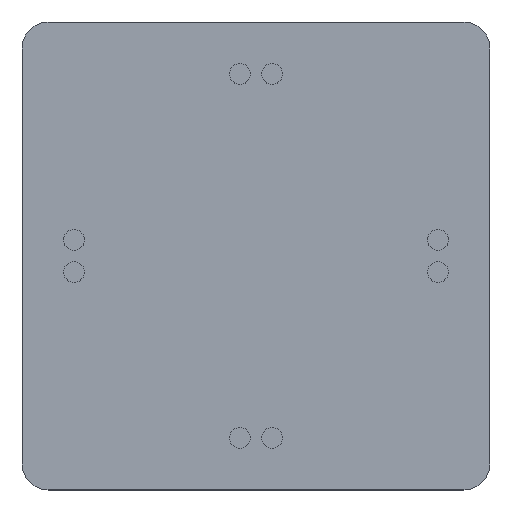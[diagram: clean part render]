
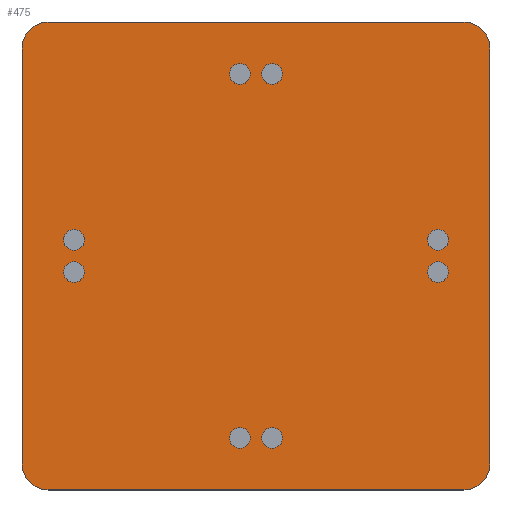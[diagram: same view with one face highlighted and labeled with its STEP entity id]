
A CAD part, top view. The second image highlights one B-rep face of the part: STEP entity #475.
In plain terms, the highlighted planar face has unit normal (0, 0, 1).
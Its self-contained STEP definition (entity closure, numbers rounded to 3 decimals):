
#19=FACE_BOUND('',#94,.T.);
#20=FACE_BOUND('',#95,.T.);
#21=FACE_BOUND('',#96,.T.);
#22=FACE_BOUND('',#97,.T.);
#23=FACE_BOUND('',#98,.T.);
#24=FACE_BOUND('',#99,.T.);
#25=FACE_BOUND('',#100,.T.);
#26=FACE_BOUND('',#101,.T.);
#30=PLANE('',#560);
#59=FACE_OUTER_BOUND('',#93,.T.);
#93=EDGE_LOOP('',(#377,#378,#379,#380,#381,#382,#383,#384));
#94=EDGE_LOOP('',(#385));
#95=EDGE_LOOP('',(#386));
#96=EDGE_LOOP('',(#387));
#97=EDGE_LOOP('',(#388));
#98=EDGE_LOOP('',(#389));
#99=EDGE_LOOP('',(#390));
#100=EDGE_LOOP('',(#391));
#101=EDGE_LOOP('',(#392));
#132=LINE('',#855,#160);
#135=LINE('',#863,#163);
#137=LINE('',#871,#165);
#138=LINE('',#874,#166);
#160=VECTOR('',#659,10.);
#163=VECTOR('',#668,10.);
#165=VECTOR('',#678,10.);
#166=VECTOR('',#681,10.);
#193=CIRCLE('',#552,5.);
#194=CIRCLE('',#555,5.);
#195=CIRCLE('',#559,5.);
#196=CIRCLE('',#561,5.);
#197=CIRCLE('',#562,2.);
#198=CIRCLE('',#563,2.);
#199=CIRCLE('',#564,2.);
#200=CIRCLE('',#565,2.);
#201=CIRCLE('',#566,2.);
#202=CIRCLE('',#567,2.);
#203=CIRCLE('',#568,2.);
#204=CIRCLE('',#569,2.);
#229=VERTEX_POINT('',#847);
#230=VERTEX_POINT('',#849);
#231=VERTEX_POINT('',#853);
#232=VERTEX_POINT('',#857);
#233=VERTEX_POINT('',#861);
#234=VERTEX_POINT('',#866);
#235=VERTEX_POINT('',#870);
#236=VERTEX_POINT('',#872);
#237=VERTEX_POINT('',#875);
#238=VERTEX_POINT('',#877);
#239=VERTEX_POINT('',#879);
#240=VERTEX_POINT('',#881);
#241=VERTEX_POINT('',#883);
#242=VERTEX_POINT('',#885);
#243=VERTEX_POINT('',#887);
#244=VERTEX_POINT('',#889);
#278=EDGE_CURVE('',#229,#230,#193,.T.);
#281=EDGE_CURVE('',#231,#229,#132,.T.);
#283=EDGE_CURVE('',#232,#231,#194,.T.);
#285=EDGE_CURVE('',#233,#232,#135,.T.);
#287=EDGE_CURVE('',#234,#233,#195,.T.);
#288=EDGE_CURVE('',#235,#234,#137,.T.);
#289=EDGE_CURVE('',#236,#235,#196,.T.);
#290=EDGE_CURVE('',#230,#236,#138,.T.);
#291=EDGE_CURVE('',#237,#237,#197,.T.);
#292=EDGE_CURVE('',#238,#238,#198,.T.);
#293=EDGE_CURVE('',#239,#239,#199,.T.);
#294=EDGE_CURVE('',#240,#240,#200,.T.);
#295=EDGE_CURVE('',#241,#241,#201,.T.);
#296=EDGE_CURVE('',#242,#242,#202,.T.);
#297=EDGE_CURVE('',#243,#243,#203,.T.);
#298=EDGE_CURVE('',#244,#244,#204,.T.);
#377=ORIENTED_EDGE('',*,*,#287,.F.);
#378=ORIENTED_EDGE('',*,*,#288,.F.);
#379=ORIENTED_EDGE('',*,*,#289,.F.);
#380=ORIENTED_EDGE('',*,*,#290,.F.);
#381=ORIENTED_EDGE('',*,*,#278,.F.);
#382=ORIENTED_EDGE('',*,*,#281,.F.);
#383=ORIENTED_EDGE('',*,*,#283,.F.);
#384=ORIENTED_EDGE('',*,*,#285,.F.);
#385=ORIENTED_EDGE('',*,*,#291,.F.);
#386=ORIENTED_EDGE('',*,*,#292,.F.);
#387=ORIENTED_EDGE('',*,*,#293,.F.);
#388=ORIENTED_EDGE('',*,*,#294,.F.);
#389=ORIENTED_EDGE('',*,*,#295,.F.);
#390=ORIENTED_EDGE('',*,*,#296,.F.);
#391=ORIENTED_EDGE('',*,*,#297,.F.);
#392=ORIENTED_EDGE('',*,*,#298,.F.);
#475=ADVANCED_FACE('',(#59,#19,#20,#21,#22,#23,#24,#25,#26),#30,.T.);
#552=AXIS2_PLACEMENT_3D('',#850,#653,#654);
#555=AXIS2_PLACEMENT_3D('',#859,#663,#664);
#559=AXIS2_PLACEMENT_3D('',#868,#674,#675);
#560=AXIS2_PLACEMENT_3D('',#869,#676,#677);
#561=AXIS2_PLACEMENT_3D('',#873,#679,#680);
#562=AXIS2_PLACEMENT_3D('',#876,#682,#683);
#563=AXIS2_PLACEMENT_3D('',#878,#684,#685);
#564=AXIS2_PLACEMENT_3D('',#880,#686,#687);
#565=AXIS2_PLACEMENT_3D('',#882,#688,#689);
#566=AXIS2_PLACEMENT_3D('',#884,#690,#691);
#567=AXIS2_PLACEMENT_3D('',#886,#692,#693);
#568=AXIS2_PLACEMENT_3D('',#888,#694,#695);
#569=AXIS2_PLACEMENT_3D('',#890,#696,#697);
#653=DIRECTION('center_axis',(0.,0.,-1.));
#654=DIRECTION('ref_axis',(-0.707,0.707,0.));
#659=DIRECTION('',(0.,1.,0.));
#663=DIRECTION('center_axis',(0.,0.,-1.));
#664=DIRECTION('ref_axis',(-0.707,-0.707,0.));
#668=DIRECTION('',(-1.,0.,0.));
#674=DIRECTION('center_axis',(0.,0.,-1.));
#675=DIRECTION('ref_axis',(0.707,-0.707,0.));
#676=DIRECTION('center_axis',(0.,0.,1.));
#677=DIRECTION('ref_axis',(1.,0.,0.));
#678=DIRECTION('',(0.,-1.,0.));
#679=DIRECTION('center_axis',(0.,0.,-1.));
#680=DIRECTION('ref_axis',(0.707,0.707,0.));
#681=DIRECTION('',(1.,0.,0.));
#682=DIRECTION('center_axis',(0.,0.,1.));
#683=DIRECTION('ref_axis',(-1.,0.,0.));
#684=DIRECTION('center_axis',(0.,0.,1.));
#685=DIRECTION('ref_axis',(-1.,0.,0.));
#686=DIRECTION('center_axis',(0.,0.,1.));
#687=DIRECTION('ref_axis',(-1.,0.,0.));
#688=DIRECTION('center_axis',(0.,0.,1.));
#689=DIRECTION('ref_axis',(-1.,0.,0.));
#690=DIRECTION('center_axis',(0.,0.,1.));
#691=DIRECTION('ref_axis',(-1.,0.,0.));
#692=DIRECTION('center_axis',(0.,0.,1.));
#693=DIRECTION('ref_axis',(-1.,0.,0.));
#694=DIRECTION('center_axis',(0.,0.,1.));
#695=DIRECTION('ref_axis',(-1.,0.,0.));
#696=DIRECTION('center_axis',(0.,0.,1.));
#697=DIRECTION('ref_axis',(-1.,0.,0.));
#847=CARTESIAN_POINT('',(-45.,40.,0.));
#849=CARTESIAN_POINT('',(-40.,45.,0.));
#850=CARTESIAN_POINT('Origin',(-40.,40.,0.));
#853=CARTESIAN_POINT('',(-45.,-40.,0.));
#855=CARTESIAN_POINT('',(-45.,-22.5,0.));
#857=CARTESIAN_POINT('',(-40.,-45.,0.));
#859=CARTESIAN_POINT('Origin',(-40.,-40.,0.));
#861=CARTESIAN_POINT('',(40.,-45.,0.));
#863=CARTESIAN_POINT('',(22.5,-45.,0.));
#866=CARTESIAN_POINT('',(45.,-40.,0.));
#868=CARTESIAN_POINT('Origin',(40.,-40.,0.));
#869=CARTESIAN_POINT('Origin',(0.,0.,
0.));
#870=CARTESIAN_POINT('',(45.,40.,0.));
#871=CARTESIAN_POINT('',(45.,22.5,0.));
#872=CARTESIAN_POINT('',(40.,45.,0.));
#873=CARTESIAN_POINT('Origin',(40.,40.,0.));
#874=CARTESIAN_POINT('',(-22.5,45.,0.));
#875=CARTESIAN_POINT('',(37.,3.1,0.));
#876=CARTESIAN_POINT('Origin',(35.,3.1,0.));
#877=CARTESIAN_POINT('',(37.,-3.1,0.));
#878=CARTESIAN_POINT('Origin',(35.,-3.1,0.));
#879=CARTESIAN_POINT('',(5.1,-35.,0.));
#880=CARTESIAN_POINT('Origin',(3.1,-35.,0.));
#881=CARTESIAN_POINT('',(-1.1,-35.,0.));
#882=CARTESIAN_POINT('Origin',(-3.1,-35.,0.));
#883=CARTESIAN_POINT('',(5.1,35.,0.));
#884=CARTESIAN_POINT('Origin',(3.1,35.,0.));
#885=CARTESIAN_POINT('',(-1.1,35.,0.));
#886=CARTESIAN_POINT('Origin',(-3.1,35.,0.));
#887=CARTESIAN_POINT('',(-33.,-3.1,0.));
#888=CARTESIAN_POINT('Origin',(-35.,-3.1,0.));
#889=CARTESIAN_POINT('',(-33.,3.1,0.));
#890=CARTESIAN_POINT('Origin',(-35.,3.1,0.));
